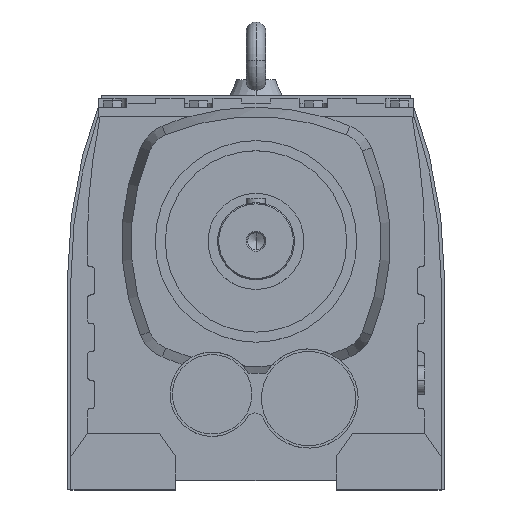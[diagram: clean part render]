
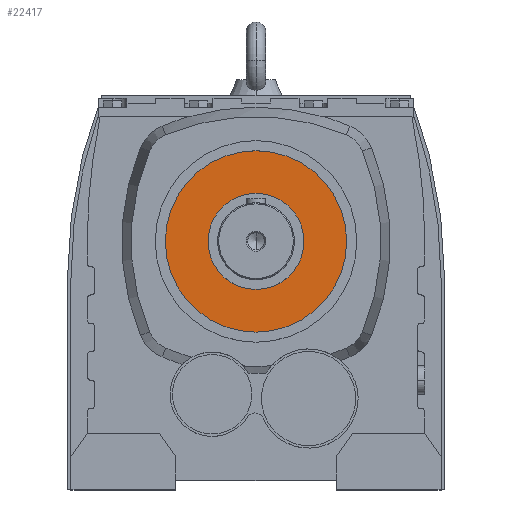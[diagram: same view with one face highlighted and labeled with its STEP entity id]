
A CAD part, top view. The second image highlights one B-rep face of the part: STEP entity #22417.
In plain terms, the highlighted planar face has unit normal (0, 0, 1).
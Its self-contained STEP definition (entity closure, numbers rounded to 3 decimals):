
#19152 = CYLINDRICAL_SURFACE('',#19153,129.938);
#19153 = AXIS2_PLACEMENT_3D('',#19154,#19155,#19156);
#19154 = CARTESIAN_POINT('',(0.,33.4,695.));
#19155 = DIRECTION('',(0.,0.,1.));
#19156 = DIRECTION('',(0.,-1.,0.));
#19182 = CYLINDRICAL_SURFACE('',#19183,129.938);
#19183 = AXIS2_PLACEMENT_3D('',#19184,#19185,#19186);
#19184 = CARTESIAN_POINT('',(0.,33.4,695.));
#19185 = DIRECTION('',(0.,0.,1.));
#19186 = DIRECTION('',(0.,-1.,0.));
#22242 = VERTEX_POINT('',#22243);
#22243 = CARTESIAN_POINT('',(0.,163.338,464.));
#22264 = VERTEX_POINT('',#22265);
#22265 = CARTESIAN_POINT('',(0.,-96.538,464.));
#22284 = EDGE_CURVE('',#22242,#22264,#22285,.T.);
#22285 = SURFACE_CURVE('',#22286,(#22291,#22297),.PCURVE_S1.);
#22286 = CIRCLE('',#22287,129.938);
#22287 = AXIS2_PLACEMENT_3D('',#22288,#22289,#22290);
#22288 = CARTESIAN_POINT('',(0.,33.4,464.));
#22289 = DIRECTION('',(0.,0.,-1.));
#22290 = DIRECTION('',(-1.,0.,0.));
#22291 = PCURVE('',#19152,#22292);
#22292 = DEFINITIONAL_REPRESENTATION('',(#22293),#22296);
#22293 = B_SPLINE_CURVE_WITH_KNOTS('',1,(#22294,#22295),.UNSPECIFIED.,
  .F.,.F.,(2,2),(1.571,4.712),
  .PIECEWISE_BEZIER_KNOTS.);
#22294 = CARTESIAN_POINT('',(3.142,-231.));
#22295 = CARTESIAN_POINT('',(0.,-231.));
#22296 = ( GEOMETRIC_REPRESENTATION_CONTEXT(2) 
PARAMETRIC_REPRESENTATION_CONTEXT() REPRESENTATION_CONTEXT('2D SPACE',''
  ) );
#22297 = PCURVE('',#22298,#22303);
#22298 = PLANE('',#22299);
#22299 = AXIS2_PLACEMENT_3D('',#22300,#22301,#22302);
#22300 = CARTESIAN_POINT('',(-56.051,12.451,464.));
#22301 = DIRECTION('',(0.,0.,-1.));
#22302 = DIRECTION('',(-1.,0.,0.));
#22303 = DEFINITIONAL_REPRESENTATION('',(#22304),#22308);
#22304 = CIRCLE('',#22305,129.938);
#22305 = AXIS2_PLACEMENT_2D('',#22306,#22307);
#22306 = CARTESIAN_POINT('',(-56.051,20.949));
#22307 = DIRECTION('',(1.,0.));
#22308 = ( GEOMETRIC_REPRESENTATION_CONTEXT(2) 
PARAMETRIC_REPRESENTATION_CONTEXT() REPRESENTATION_CONTEXT('2D SPACE',''
  ) );
#22313 = EDGE_CURVE('',#22264,#22242,#22314,.T.);
#22314 = SURFACE_CURVE('',#22315,(#22320,#22326),.PCURVE_S1.);
#22315 = CIRCLE('',#22316,129.938);
#22316 = AXIS2_PLACEMENT_3D('',#22317,#22318,#22319);
#22317 = CARTESIAN_POINT('',(0.,33.4,464.));
#22318 = DIRECTION('',(0.,0.,-1.));
#22319 = DIRECTION('',(-1.,0.,0.));
#22320 = PCURVE('',#19182,#22321);
#22321 = DEFINITIONAL_REPRESENTATION('',(#22322),#22325);
#22322 = B_SPLINE_CURVE_WITH_KNOTS('',1,(#22323,#22324),.UNSPECIFIED.,
  .F.,.F.,(2,2),(4.712,7.854),
  .PIECEWISE_BEZIER_KNOTS.);
#22323 = CARTESIAN_POINT('',(6.283,-231.));
#22324 = CARTESIAN_POINT('',(3.142,-231.));
#22325 = ( GEOMETRIC_REPRESENTATION_CONTEXT(2) 
PARAMETRIC_REPRESENTATION_CONTEXT() REPRESENTATION_CONTEXT('2D SPACE',''
  ) );
#22326 = PCURVE('',#22298,#22327);
#22327 = DEFINITIONAL_REPRESENTATION('',(#22328),#22332);
#22328 = CIRCLE('',#22329,129.938);
#22329 = AXIS2_PLACEMENT_2D('',#22330,#22331);
#22330 = CARTESIAN_POINT('',(-56.051,20.949));
#22331 = DIRECTION('',(1.,0.));
#22332 = ( GEOMETRIC_REPRESENTATION_CONTEXT(2) 
PARAMETRIC_REPRESENTATION_CONTEXT() REPRESENTATION_CONTEXT('2D SPACE',''
  ) );
#22417 = ADVANCED_FACE('',(#22418,#22422),#22298,.F.);
#22418 = FACE_BOUND('',#22419,.T.);
#22419 = EDGE_LOOP('',(#22420,#22421));
#22420 = ORIENTED_EDGE('',*,*,#22313,.F.);
#22421 = ORIENTED_EDGE('',*,*,#22284,.F.);
#22422 = FACE_BOUND('',#22423,.T.);
#22423 = EDGE_LOOP('',(#22424,#22458));
#22424 = ORIENTED_EDGE('',*,*,#22425,.F.);
#22425 = EDGE_CURVE('',#22426,#22428,#22430,.T.);
#22426 = VERTEX_POINT('',#22427);
#22427 = CARTESIAN_POINT('',(0.,-35.35,464.));
#22428 = VERTEX_POINT('',#22429);
#22429 = CARTESIAN_POINT('',(0.,102.15,464.));
#22430 = SURFACE_CURVE('',#22431,(#22436,#22447),.PCURVE_S1.);
#22431 = CIRCLE('',#22432,68.75);
#22432 = AXIS2_PLACEMENT_3D('',#22433,#22434,#22435);
#22433 = CARTESIAN_POINT('',(0.,33.4,464.));
#22434 = DIRECTION('',(0.,0.,1.));
#22435 = DIRECTION('',(-1.,0.,0.));
#22436 = PCURVE('',#22298,#22437);
#22437 = DEFINITIONAL_REPRESENTATION('',(#22438),#22446);
#22438 = ( BOUNDED_CURVE() B_SPLINE_CURVE(2,(#22439,#22440,#22441,#22442
    ,#22443,#22444,#22445),.UNSPECIFIED.,.F.,.F.) 
B_SPLINE_CURVE_WITH_KNOTS((1,2,2,2,2,1),(-2.094,0.,
    2.094,4.189,6.283,8.378),
.UNSPECIFIED.) CURVE() GEOMETRIC_REPRESENTATION_ITEM() 
RATIONAL_B_SPLINE_CURVE((1.,0.5,1.,0.5,1.,0.5,1.)) REPRESENTATION_ITEM(
  '') );
#22439 = CARTESIAN_POINT('',(12.699,20.949));
#22440 = CARTESIAN_POINT('',(12.699,-98.129));
#22441 = CARTESIAN_POINT('',(-90.426,-38.59));
#22442 = CARTESIAN_POINT('',(-193.551,20.949));
#22443 = CARTESIAN_POINT('',(-90.426,80.489));
#22444 = CARTESIAN_POINT('',(12.699,140.028));
#22445 = CARTESIAN_POINT('',(12.699,20.949));
#22446 = ( GEOMETRIC_REPRESENTATION_CONTEXT(2) 
PARAMETRIC_REPRESENTATION_CONTEXT() REPRESENTATION_CONTEXT('2D SPACE',''
  ) );
#22447 = PCURVE('',#22448,#22453);
#22448 = CYLINDRICAL_SURFACE('',#22449,68.75);
#22449 = AXIS2_PLACEMENT_3D('',#22450,#22451,#22452);
#22450 = CARTESIAN_POINT('',(0.,33.4,695.));
#22451 = DIRECTION('',(0.,0.,1.));
#22452 = DIRECTION('',(0.,-1.,0.));
#22453 = DEFINITIONAL_REPRESENTATION('',(#22454),#22457);
#22454 = B_SPLINE_CURVE_WITH_KNOTS('',1,(#22455,#22456),.UNSPECIFIED.,
  .F.,.F.,(2,2),(1.571,4.712),
  .PIECEWISE_BEZIER_KNOTS.);
#22455 = CARTESIAN_POINT('',(0.,-231.));
#22456 = CARTESIAN_POINT('',(3.142,-231.));
#22457 = ( GEOMETRIC_REPRESENTATION_CONTEXT(2) 
PARAMETRIC_REPRESENTATION_CONTEXT() REPRESENTATION_CONTEXT('2D SPACE',''
  ) );
#22458 = ORIENTED_EDGE('',*,*,#22459,.F.);
#22459 = EDGE_CURVE('',#22428,#22426,#22460,.T.);
#22460 = SURFACE_CURVE('',#22461,(#22466,#22477),.PCURVE_S1.);
#22461 = CIRCLE('',#22462,68.75);
#22462 = AXIS2_PLACEMENT_3D('',#22463,#22464,#22465);
#22463 = CARTESIAN_POINT('',(0.,33.4,464.));
#22464 = DIRECTION('',(0.,0.,1.));
#22465 = DIRECTION('',(-1.,0.,0.));
#22466 = PCURVE('',#22298,#22467);
#22467 = DEFINITIONAL_REPRESENTATION('',(#22468),#22476);
#22468 = ( BOUNDED_CURVE() B_SPLINE_CURVE(2,(#22469,#22470,#22471,#22472
    ,#22473,#22474,#22475),.UNSPECIFIED.,.F.,.F.) 
B_SPLINE_CURVE_WITH_KNOTS((1,2,2,2,2,1),(-2.094,0.,
    2.094,4.189,6.283,8.378),
.UNSPECIFIED.) CURVE() GEOMETRIC_REPRESENTATION_ITEM() 
RATIONAL_B_SPLINE_CURVE((1.,0.5,1.,0.5,1.,0.5,1.)) REPRESENTATION_ITEM(
  '') );
#22469 = CARTESIAN_POINT('',(12.699,20.949));
#22470 = CARTESIAN_POINT('',(12.699,-98.129));
#22471 = CARTESIAN_POINT('',(-90.426,-38.59));
#22472 = CARTESIAN_POINT('',(-193.551,20.949));
#22473 = CARTESIAN_POINT('',(-90.426,80.489));
#22474 = CARTESIAN_POINT('',(12.699,140.028));
#22475 = CARTESIAN_POINT('',(12.699,20.949));
#22476 = ( GEOMETRIC_REPRESENTATION_CONTEXT(2) 
PARAMETRIC_REPRESENTATION_CONTEXT() REPRESENTATION_CONTEXT('2D SPACE',''
  ) );
#22477 = PCURVE('',#22478,#22483);
#22478 = CYLINDRICAL_SURFACE('',#22479,68.75);
#22479 = AXIS2_PLACEMENT_3D('',#22480,#22481,#22482);
#22480 = CARTESIAN_POINT('',(0.,33.4,695.));
#22481 = DIRECTION('',(0.,0.,1.));
#22482 = DIRECTION('',(0.,-1.,0.));
#22483 = DEFINITIONAL_REPRESENTATION('',(#22484),#22487);
#22484 = B_SPLINE_CURVE_WITH_KNOTS('',1,(#22485,#22486),.UNSPECIFIED.,
  .F.,.F.,(2,2),(4.712,7.854),
  .PIECEWISE_BEZIER_KNOTS.);
#22485 = CARTESIAN_POINT('',(3.142,-231.));
#22486 = CARTESIAN_POINT('',(6.283,-231.));
#22487 = ( GEOMETRIC_REPRESENTATION_CONTEXT(2) 
PARAMETRIC_REPRESENTATION_CONTEXT() REPRESENTATION_CONTEXT('2D SPACE',''
  ) );
